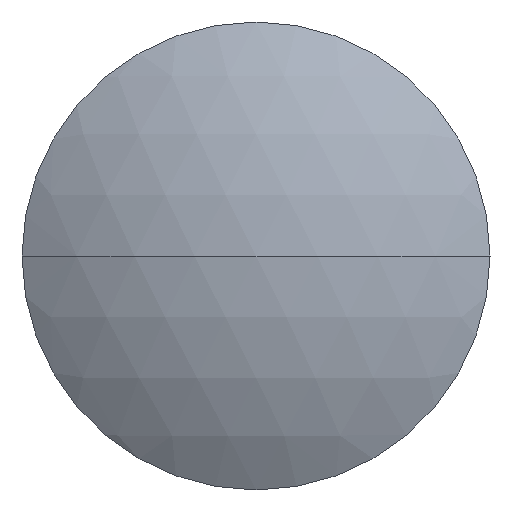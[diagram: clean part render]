
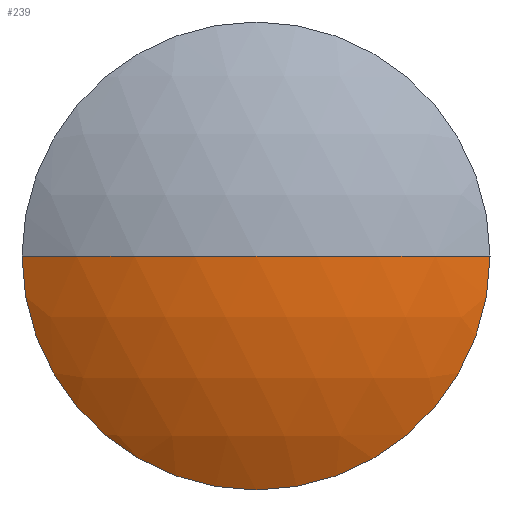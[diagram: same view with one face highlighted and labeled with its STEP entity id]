
A CAD part, left-side view. The second image highlights one B-rep face of the part: STEP entity #239.
In plain terms, the highlighted spherical face has radius 11.891 mm.
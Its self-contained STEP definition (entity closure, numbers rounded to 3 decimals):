
#6 = CIRCLE ( 'NONE', #76, 11.891 ) ;
#8 = DIRECTION ( 'NONE',  ( -1., 0., 0. ) ) ;
#28 = EDGE_CURVE ( 'NONE', #147, #33, #6, .T. ) ;
#29 = DIRECTION ( 'NONE',  ( 0., 0., -1. ) ) ;
#33 = VERTEX_POINT ( 'NONE', #81 ) ;
#46 = EDGE_CURVE ( 'NONE', #217, #33, #49, .T. ) ;
#49 = CIRCLE ( 'NONE', #90, 11.891 ) ;
#50 = DIRECTION ( 'NONE',  ( 0., 0., 1. ) ) ;
#70 = CARTESIAN_POINT ( 'NONE',  ( 41.548, 23.925, 0. ) ) ;
#75 = DIRECTION ( 'NONE',  ( 0., -1., 0. ) ) ;
#76 = AXIS2_PLACEMENT_3D ( 'NONE', #143, #77, #172 ) ;
#77 = DIRECTION ( 'NONE',  ( 0., 0., -1. ) ) ;
#81 = CARTESIAN_POINT ( 'NONE',  ( 39.773, 23.925, 0. ) ) ;
#88 = ORIENTED_EDGE ( 'NONE', *, *, #28, .T. ) ;
#90 = AXIS2_PLACEMENT_3D ( 'NONE', #95, #50, #160 ) ;
#95 = CARTESIAN_POINT ( 'NONE',  ( 51.665, 23.925, 0. ) ) ;
#115 = CARTESIAN_POINT ( 'NONE',  ( 41.548, 30.175, 0. ) ) ;
#143 = CARTESIAN_POINT ( 'NONE',  ( 51.665, 23.925, 0. ) ) ;
#147 = VERTEX_POINT ( 'NONE', #234 ) ;
#159 = FACE_OUTER_BOUND ( 'NONE', #203, .T. ) ;
#160 = DIRECTION ( 'NONE',  ( 1., 0., 0. ) ) ;
#172 = DIRECTION ( 'NONE',  ( 0., 1., 0. ) ) ;
#203 = EDGE_LOOP ( 'NONE', ( #222, #88, #280 ) ) ;
#205 = AXIS2_PLACEMENT_3D ( 'NONE', #70, #8, #75 ) ;
#217 = VERTEX_POINT ( 'NONE', #115 ) ;
#222 = ORIENTED_EDGE ( 'NONE', *, *, #289, .T. ) ;
#234 = CARTESIAN_POINT ( 'NONE',  ( 41.548, 17.675, 0. ) ) ;
#236 = CARTESIAN_POINT ( 'NONE',  ( 51.665, 23.925, 0. ) ) ;
#239 = ADVANCED_FACE ( 'NONE', ( #159 ), #259, .T. ) ;
#252 = AXIS2_PLACEMENT_3D ( 'NONE', #236, #29, #285 ) ;
#259 = SPHERICAL_SURFACE ( 'NONE', #252, 11.891 ) ;
#269 = CIRCLE ( 'NONE', #205, 6.25 ) ;
#280 = ORIENTED_EDGE ( 'NONE', *, *, #46, .F. ) ;
#285 = DIRECTION ( 'NONE',  ( 0., 1., 0. ) ) ;
#289 = EDGE_CURVE ( 'NONE', #217, #147, #269, .T. ) ;
